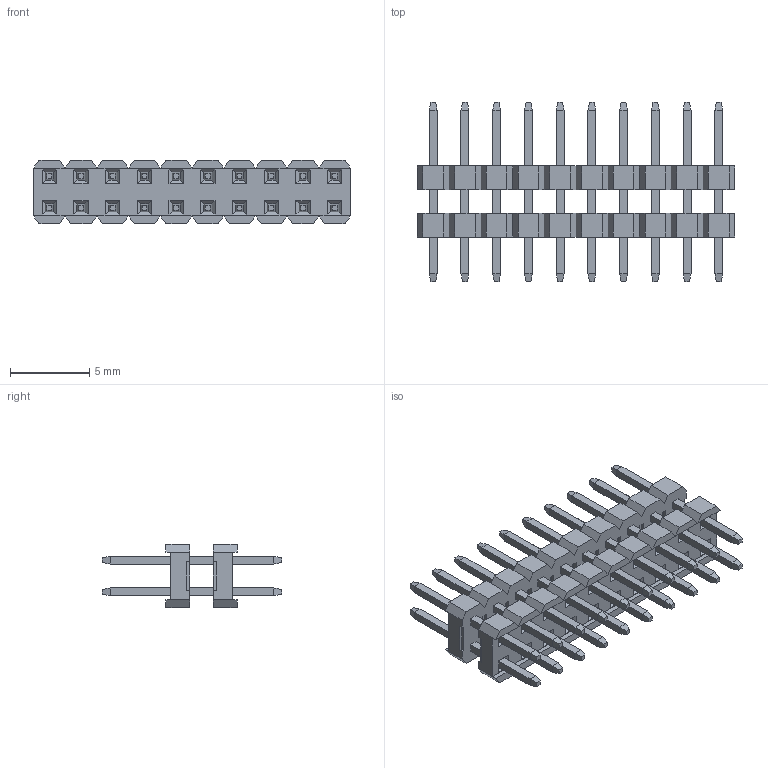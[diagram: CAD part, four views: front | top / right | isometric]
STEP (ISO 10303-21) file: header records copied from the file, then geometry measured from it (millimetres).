
FILE_DESCRIPTION( ('This file contains a STEP AP42 implementation' ,'as created by ZW3D STEP Interface translator.') ,'2;1' );
FILE_NAME( '1215-22XXXXSXXXXXXX(·´Ïò).stp' ,'23 322.1357 1', (''), ('ZWCAD Software Co.'), 'Version 1.0', 'ZW3D to STEP translator', '' );
FILE_SCHEMA(('AUTOMOTIVE_DESIGN { 1 0 10303 214 1 1 1 1 }'));
Length unit declared in the file: millimetre
Products named in the file (2): 0; 1215-2220XXS113XXXX(毀砃)
Bounding box: 20 x 11.3 x 4 mm (x, y, z)
Volume: 232.1 mm3; surface area: 1028.5 mm2
Topology: 22 solids, 22 shells, 914 faces, 2156 edges, 1304 vertices
Faces by surface type: plane 914
Entity records: 26209 total; most frequent: CARTESIAN_POINT 4375, ORIENTED_EDGE 4312, DIRECTION 3986, VECTOR 2156, LINE 2156, EDGE_CURVE 2156, VERTEX_POINT 1304, EDGE_LOOP 1012
